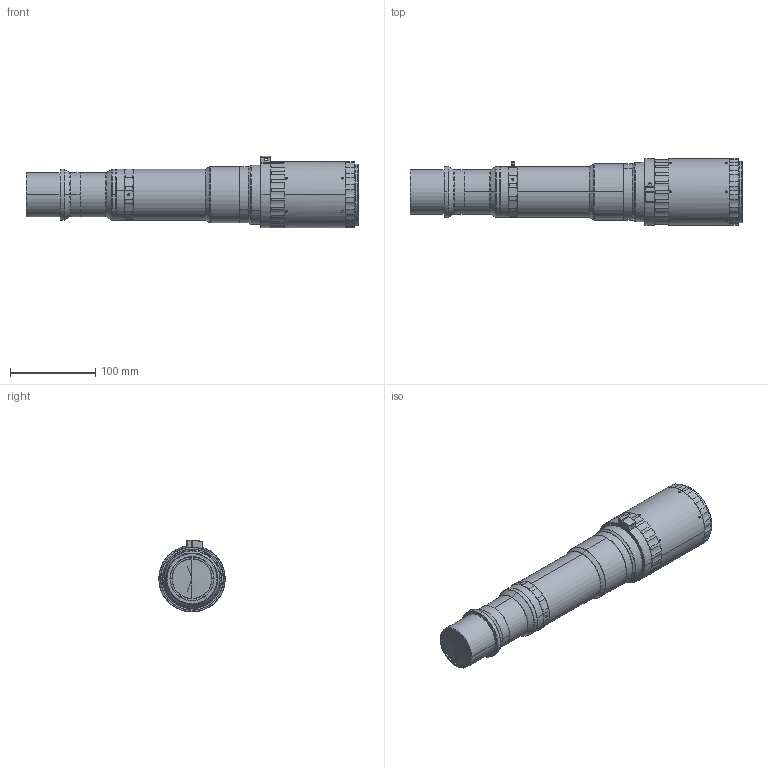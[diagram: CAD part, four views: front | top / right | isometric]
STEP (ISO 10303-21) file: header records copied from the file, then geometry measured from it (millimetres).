
FILE_DESCRIPTION (( 'STEP AP203' ), '1' );
FILE_NAME ('DTCA150M-8.9-G-M72-19.5-AL.STEP', '2024-05-17T14:40:13', ( '' ), ( '' ), 'SwSTEP 2.0', 'SolidWorks 2017', '' );
FILE_SCHEMA (( 'CONFIG_CONTROL_DESIGN' ));
Length unit declared in the file: millimetre
Products named in the file (1): DTCA150M-8.9-G-M72-19.5-AL
Bounding box: 390.57 x 78 x 84.49 mm (x, y, z)
Volume: 1229600.8 mm3; surface area: 96695.8 mm2
Topology: 1 solids, 2 shells, 474 faces, 1191 edges, 739 vertices
Faces by surface type: cone 165, cylinder 165, plane 122, bspline 22
Entity records: 15852 total; most frequent: CARTESIAN_POINT 4622, ORIENTED_EDGE 2378, DIRECTION 2373, EDGE_CURVE 1189, AXIS2_PLACEMENT_3D 1023, VERTEX_POINT 739, CIRCLE 570, EDGE_LOOP 512
